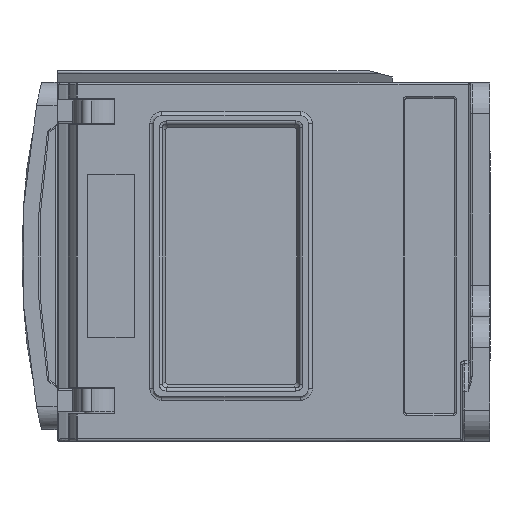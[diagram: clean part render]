
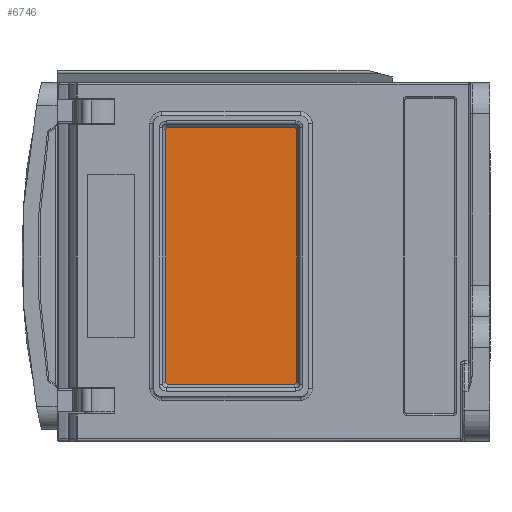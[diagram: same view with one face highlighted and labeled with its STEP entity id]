
A CAD part, left-side view. The second image highlights one B-rep face of the part: STEP entity #6746.
In plain terms, the highlighted planar face has unit normal (-1, 0, 0).
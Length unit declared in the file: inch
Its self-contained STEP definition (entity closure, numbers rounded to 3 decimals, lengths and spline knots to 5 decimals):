
#120 = CARTESIAN_POINT ( 'NONE',  ( -1.90494, 1.39467, 1.25466 ) ) ;
#471 = VERTEX_POINT ( 'NONE', #9818 ) ;
#1143 = DIRECTION ( 'NONE',  ( 0., 0., 1. ) ) ;
#1668 = CARTESIAN_POINT ( 'NONE',  ( -1.90494, 1.40157, 1.23706 ) ) ;
#1710 = VERTEX_POINT ( 'NONE', #14072 ) ;
#2080 = VERTEX_POINT ( 'NONE', #3708 ) ;
#2225 = ORIENTED_EDGE ( 'NONE', *, *, #2651, .F. ) ;
#2337 = AXIS2_PLACEMENT_3D ( 'NONE', #17007, #21771, #1143 ) ;
#2399 = EDGE_CURVE ( 'NONE', #9151, #9810, #16013, .T. ) ;
#2410 = EDGE_CURVE ( 'NONE', #2080, #4653, #21267, .T. ) ;
#2651 = EDGE_CURVE ( 'NONE', #471, #9810, #15476, .T. ) ;
#3062 = CARTESIAN_POINT ( 'NONE',  ( -1.90494, 1.40157, 1.24776 ) ) ;
#3708 = CARTESIAN_POINT ( 'NONE',  ( -1.90494, 1.40157, -0.02694 ) ) ;
#4587 = DIRECTION ( 'NONE',  ( 0., 0., -1. ) ) ;
#4601 = CARTESIAN_POINT ( 'NONE',  ( -1.90494, 1.40157, -0.03764 ) ) ;
#4653 = VERTEX_POINT ( 'NONE', #1668 ) ;
#5733 = CARTESIAN_POINT ( 'NONE',  ( -1.90494, 1.40157, 0.60506 ) ) ;
#6746 = ADVANCED_FACE ( 'NONE', ( #11798 ), #14860, .T. ) ;
#7036 = CARTESIAN_POINT ( 'NONE',  ( -1.90494, 1.40157, 1.23706 ) ) ;
#7136 = VECTOR ( 'NONE', #19569, 39.37008 ) ;
#7179 = ORIENTED_EDGE ( 'NONE', *, *, #2399, .T. ) ;
#7221 = VECTOR ( 'NONE', #4587, 39.37008 ) ;
#7737 = DIRECTION ( 'NONE',  ( 0., 1., 0. ) ) ;
#7805 =( BOUNDED_CURVE ( )  B_SPLINE_CURVE ( 3, ( #16304, #11087, #9616, #16426 ),
 .UNSPECIFIED., .F., .T. ) 
 B_SPLINE_CURVE_WITH_KNOTS ( ( 4, 4 ),
 ( 2.45687, 3.82631 ),
 .UNSPECIFIED. ) 
 CURVE ( )  GEOMETRIC_REPRESENTATION_ITEM ( )  RATIONAL_B_SPLINE_CURVE ( ( 1., 0.85, 0.85, 1. ) ) 
 REPRESENTATION_ITEM ( '' )  );
#7815 = VECTOR ( 'NONE', #7737, 39.37008 ) ;
#7891 = CARTESIAN_POINT ( 'NONE',  ( -1.90494, 0.74016, 0.60506 ) ) ;
#8774 = DIRECTION ( 'NONE',  ( 0., -1., 0. ) ) ;
#9151 = VERTEX_POINT ( 'NONE', #21774 ) ;
#9616 = CARTESIAN_POINT ( 'NONE',  ( -1.90494, 0.74016, -0.03764 ) ) ;
#9714 = CARTESIAN_POINT ( 'NONE',  ( -1.90494, 1.40157, -0.02694 ) ) ;
#9810 = VERTEX_POINT ( 'NONE', #12999 ) ;
#9818 = CARTESIAN_POINT ( 'NONE',  ( -1.90494, 1.38397, 1.25466 ) ) ;
#9850 = EDGE_CURVE ( 'NONE', #2080, #20154, #20373, .T. ) ;
#10478 = CARTESIAN_POINT ( 'NONE',  ( -1.90494, 1.07087, 1.25466 ) ) ;
#10916 = ORIENTED_EDGE ( 'NONE', *, *, #20504, .T. ) ;
#11087 = CARTESIAN_POINT ( 'NONE',  ( -1.90494, 0.74706, -0.04455 ) ) ;
#11179 = CARTESIAN_POINT ( 'NONE',  ( -1.90494, 0.74016, 1.24776 ) ) ;
#11347 = LINE ( 'NONE', #21773, #7815 ) ;
#11798 = FACE_OUTER_BOUND ( 'NONE', #18285, .T. ) ;
#12295 =( BOUNDED_CURVE ( )  B_SPLINE_CURVE ( 3, ( #22335, #120, #3062, #7036 ),
 .UNSPECIFIED., .F., .T. ) 
 B_SPLINE_CURVE_WITH_KNOTS ( ( 4, 4 ),
 ( 2.45687, 3.82631 ),
 .UNSPECIFIED. ) 
 CURVE ( )  GEOMETRIC_REPRESENTATION_ITEM ( )  RATIONAL_B_SPLINE_CURVE ( ( 1., 0.85, 0.85, 1. ) ) 
 REPRESENTATION_ITEM ( '' )  );
#12886 = CARTESIAN_POINT ( 'NONE',  ( -1.90494, 1.38397, -0.04455 ) ) ;
#12999 = CARTESIAN_POINT ( 'NONE',  ( -1.90494, 0.75776, 1.25466 ) ) ;
#13616 = EDGE_CURVE ( 'NONE', #9151, #1710, #14562, .T. ) ;
#13880 = ORIENTED_EDGE ( 'NONE', *, *, #2410, .F. ) ;
#14072 = CARTESIAN_POINT ( 'NONE',  ( -1.90494, 0.74016, -0.02694 ) ) ;
#14123 = CARTESIAN_POINT ( 'NONE',  ( -1.90494, 0.74706, 1.25466 ) ) ;
#14562 = LINE ( 'NONE', #7891, #7221 ) ;
#14777 = ORIENTED_EDGE ( 'NONE', *, *, #13616, .F. ) ;
#14860 = PLANE ( 'NONE',  #2337 ) ;
#15476 = LINE ( 'NONE', #10478, #22324 ) ;
#16013 =( BOUNDED_CURVE ( )  B_SPLINE_CURVE ( 3, ( #17754, #11179, #14123, #16066 ),
 .UNSPECIFIED., .F., .T. ) 
 B_SPLINE_CURVE_WITH_KNOTS ( ( 4, 4 ),
 ( 2.45687, 3.82631 ),
 .UNSPECIFIED. ) 
 CURVE ( )  GEOMETRIC_REPRESENTATION_ITEM ( )  RATIONAL_B_SPLINE_CURVE ( ( 1., 0.85, 0.85, 1. ) ) 
 REPRESENTATION_ITEM ( '' )  );
#16066 = CARTESIAN_POINT ( 'NONE',  ( -1.90494, 0.75776, 1.25466 ) ) ;
#16304 = CARTESIAN_POINT ( 'NONE',  ( -1.90494, 0.75776, -0.04455 ) ) ;
#16426 = CARTESIAN_POINT ( 'NONE',  ( -1.90494, 0.74016, -0.02694 ) ) ;
#16735 = CARTESIAN_POINT ( 'NONE',  ( -1.90494, 1.39467, -0.04455 ) ) ;
#17007 = CARTESIAN_POINT ( 'NONE',  ( -1.90494, 0., -0.32998 ) ) ;
#17260 = CARTESIAN_POINT ( 'NONE',  ( -1.90494, 0.75776, -0.04455 ) ) ;
#17467 = VERTEX_POINT ( 'NONE', #17260 ) ;
#17621 = EDGE_CURVE ( 'NONE', #17467, #20154, #11347, .T. ) ;
#17754 = CARTESIAN_POINT ( 'NONE',  ( -1.90494, 0.74016, 1.23706 ) ) ;
#18285 = EDGE_LOOP ( 'NONE', ( #7179, #2225, #10916, #13880, #19318, #22120, #20735, #14777 ) ) ;
#19318 = ORIENTED_EDGE ( 'NONE', *, *, #9850, .T. ) ;
#19569 = DIRECTION ( 'NONE',  ( 0., 0., 1. ) ) ;
#20154 = VERTEX_POINT ( 'NONE', #12886 ) ;
#20373 =( BOUNDED_CURVE ( )  B_SPLINE_CURVE ( 3, ( #9714, #4601, #16735, #21720 ),
 .UNSPECIFIED., .F., .T. ) 
 B_SPLINE_CURVE_WITH_KNOTS ( ( 4, 4 ),
 ( 2.45687, 3.82631 ),
 .UNSPECIFIED. ) 
 CURVE ( )  GEOMETRIC_REPRESENTATION_ITEM ( )  RATIONAL_B_SPLINE_CURVE ( ( 1., 0.85, 0.85, 1. ) ) 
 REPRESENTATION_ITEM ( '' )  );
#20504 = EDGE_CURVE ( 'NONE', #471, #4653, #12295, .T. ) ;
#20735 = ORIENTED_EDGE ( 'NONE', *, *, #21779, .T. ) ;
#21267 = LINE ( 'NONE', #5733, #7136 ) ;
#21720 = CARTESIAN_POINT ( 'NONE',  ( -1.90494, 1.38397, -0.04455 ) ) ;
#21771 = DIRECTION ( 'NONE',  ( -1., 0., 0. ) ) ;
#21773 = CARTESIAN_POINT ( 'NONE',  ( -1.90494, 1.07087, -0.04455 ) ) ;
#21774 = CARTESIAN_POINT ( 'NONE',  ( -1.90494, 0.74016, 1.23706 ) ) ;
#21779 = EDGE_CURVE ( 'NONE', #17467, #1710, #7805, .T. ) ;
#22120 = ORIENTED_EDGE ( 'NONE', *, *, #17621, .F. ) ;
#22324 = VECTOR ( 'NONE', #8774, 39.37008 ) ;
#22335 = CARTESIAN_POINT ( 'NONE',  ( -1.90494, 1.38397, 1.25466 ) ) ;
